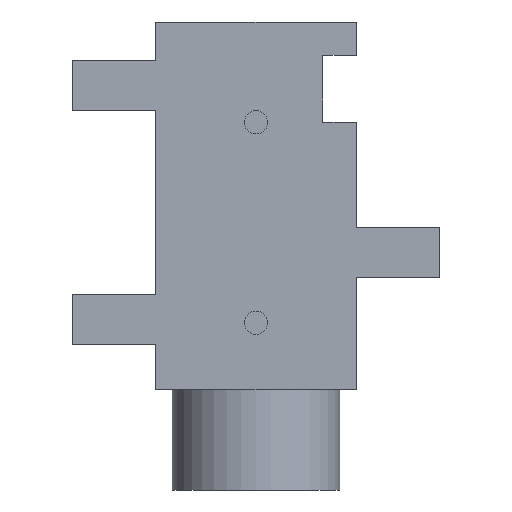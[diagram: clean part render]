
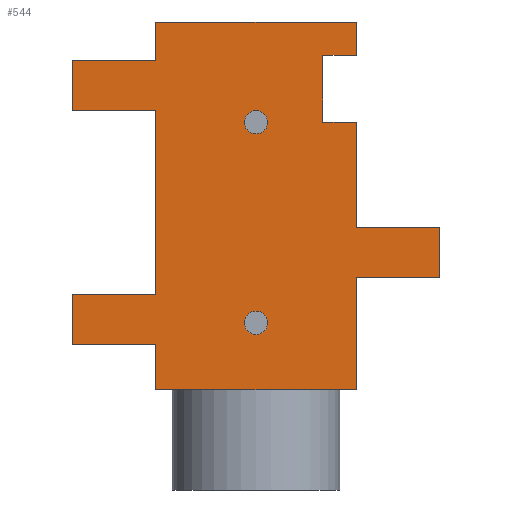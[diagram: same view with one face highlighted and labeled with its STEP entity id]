
A CAD part, front view. The second image highlights one B-rep face of the part: STEP entity #544.
In plain terms, the highlighted planar face has unit normal (0, -1, 0).
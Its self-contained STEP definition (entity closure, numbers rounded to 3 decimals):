
#15=FACE_BOUND('',#75,.T.);
#16=FACE_BOUND('',#76,.T.);
#21=CIRCLE('',#591,0.35);
#22=CIRCLE('',#592,0.35);
#44=FACE_OUTER_BOUND('',#74,.T.);
#74=EDGE_LOOP('',(#408,#409,#410,#411,#412,#413,#414,#415,#416,#417,#418,
#419,#420,#421,#422,#423,#424,#425,#426,#427,#428));
#75=EDGE_LOOP('',(#429));
#76=EDGE_LOOP('',(#430));
#99=LINE('',#773,#165);
#103=LINE('',#782,#169);
#106=LINE('',#786,#172);
#107=LINE('',#789,#173);
#111=LINE('',#797,#177);
#116=LINE('',#806,#182);
#127=LINE('',#834,#193);
#131=LINE('',#841,#197);
#132=LINE('',#843,#198);
#133=LINE('',#846,#199);
#134=LINE('',#847,#200);
#135=LINE('',#849,#201);
#136=LINE('',#851,#202);
#137=LINE('',#853,#203);
#138=LINE('',#855,#204);
#139=LINE('',#857,#205);
#140=LINE('',#859,#206);
#141=LINE('',#860,#207);
#142=LINE('',#862,#208);
#143=LINE('',#864,#209);
#144=LINE('',#865,#210);
#165=VECTOR('',#623,10.);
#169=VECTOR('',#629,10.);
#172=VECTOR('',#634,10.);
#173=VECTOR('',#637,10.);
#177=VECTOR('',#641,10.);
#182=VECTOR('',#648,10.);
#193=VECTOR('',#671,10.);
#197=VECTOR('',#677,10.);
#198=VECTOR('',#680,10.);
#199=VECTOR('',#683,10.);
#200=VECTOR('',#684,10.);
#201=VECTOR('',#685,10.);
#202=VECTOR('',#686,10.);
#203=VECTOR('',#687,10.);
#204=VECTOR('',#688,10.);
#205=VECTOR('',#689,10.);
#206=VECTOR('',#690,10.);
#207=VECTOR('',#691,10.);
#208=VECTOR('',#692,10.);
#209=VECTOR('',#693,10.);
#210=VECTOR('',#694,10.);
#231=VERTEX_POINT('',#770);
#232=VERTEX_POINT('',#772);
#235=VERTEX_POINT('',#779);
#236=VERTEX_POINT('',#781);
#237=VERTEX_POINT('',#788);
#240=VERTEX_POINT('',#794);
#241=VERTEX_POINT('',#796);
#244=VERTEX_POINT('',#804);
#254=VERTEX_POINT('',#831);
#255=VERTEX_POINT('',#833);
#256=VERTEX_POINT('',#837);
#257=VERTEX_POINT('',#839);
#258=VERTEX_POINT('',#845);
#259=VERTEX_POINT('',#848);
#260=VERTEX_POINT('',#850);
#261=VERTEX_POINT('',#852);
#262=VERTEX_POINT('',#854);
#263=VERTEX_POINT('',#856);
#264=VERTEX_POINT('',#858);
#265=VERTEX_POINT('',#861);
#266=VERTEX_POINT('',#863);
#267=VERTEX_POINT('',#866);
#268=VERTEX_POINT('',#868);
#281=EDGE_CURVE('',#232,#231,#99,.T.);
#285=EDGE_CURVE('',#236,#235,#103,.T.);
#288=EDGE_CURVE('',#231,#236,#106,.T.);
#289=EDGE_CURVE('',#237,#232,#107,.T.);
#293=EDGE_CURVE('',#241,#240,#111,.T.);
#298=EDGE_CURVE('',#235,#244,#116,.T.);
#311=EDGE_CURVE('',#255,#254,#127,.T.);
#315=EDGE_CURVE('',#256,#257,#131,.T.);
#316=EDGE_CURVE('',#257,#255,#132,.T.);
#317=EDGE_CURVE('',#258,#244,#133,.T.);
#318=EDGE_CURVE('',#256,#258,#134,.T.);
#319=EDGE_CURVE('',#259,#254,#135,.T.);
#320=EDGE_CURVE('',#259,#260,#136,.T.);
#321=EDGE_CURVE('',#260,#261,#137,.T.);
#322=EDGE_CURVE('',#261,#262,#138,.T.);
#323=EDGE_CURVE('',#263,#262,#139,.T.);
#324=EDGE_CURVE('',#264,#263,#140,.T.);
#325=EDGE_CURVE('',#241,#264,#141,.T.);
#326=EDGE_CURVE('',#265,#240,#142,.T.);
#327=EDGE_CURVE('',#266,#265,#143,.T.);
#328=EDGE_CURVE('',#237,#266,#144,.T.);
#329=EDGE_CURVE('',#267,#267,#21,.T.);
#330=EDGE_CURVE('',#268,#268,#22,.T.);
#408=ORIENTED_EDGE('',*,*,#285,.T.);
#409=ORIENTED_EDGE('',*,*,#298,.T.);
#410=ORIENTED_EDGE('',*,*,#317,.F.);
#411=ORIENTED_EDGE('',*,*,#318,.F.);
#412=ORIENTED_EDGE('',*,*,#315,.T.);
#413=ORIENTED_EDGE('',*,*,#316,.T.);
#414=ORIENTED_EDGE('',*,*,#311,.T.);
#415=ORIENTED_EDGE('',*,*,#319,.F.);
#416=ORIENTED_EDGE('',*,*,#320,.T.);
#417=ORIENTED_EDGE('',*,*,#321,.T.);
#418=ORIENTED_EDGE('',*,*,#322,.T.);
#419=ORIENTED_EDGE('',*,*,#323,.F.);
#420=ORIENTED_EDGE('',*,*,#324,.F.);
#421=ORIENTED_EDGE('',*,*,#325,.F.);
#422=ORIENTED_EDGE('',*,*,#293,.T.);
#423=ORIENTED_EDGE('',*,*,#326,.F.);
#424=ORIENTED_EDGE('',*,*,#327,.F.);
#425=ORIENTED_EDGE('',*,*,#328,.F.);
#426=ORIENTED_EDGE('',*,*,#289,.T.);
#427=ORIENTED_EDGE('',*,*,#281,.T.);
#428=ORIENTED_EDGE('',*,*,#288,.T.);
#429=ORIENTED_EDGE('',*,*,#329,.T.);
#430=ORIENTED_EDGE('',*,*,#330,.T.);
#517=PLANE('',#590);
#544=ADVANCED_FACE('',(#44,#15,#16),#517,.T.);
#590=AXIS2_PLACEMENT_3D('',#844,#681,#682);
#591=AXIS2_PLACEMENT_3D('',#867,#695,#696);
#592=AXIS2_PLACEMENT_3D('',#869,#697,#698);
#623=DIRECTION('',(-1.,0.,0.));
#629=DIRECTION('',(1.,0.,0.));
#634=DIRECTION('',(0.,0.,1.));
#637=DIRECTION('',(0.,0.,1.));
#641=DIRECTION('',(0.,0.,1.));
#648=DIRECTION('',(0.,0.,1.));
#671=DIRECTION('',(1.,0.,0.));
#677=DIRECTION('',(-1.,0.,0.));
#680=DIRECTION('',(0.,0.,-1.));
#681=DIRECTION('center_axis',(0.,-1.,0.));
#682=DIRECTION('ref_axis',(1.,0.,0.));
#683=DIRECTION('',(1.,0.,0.));
#684=DIRECTION('',(0.,0.,1.));
#685=DIRECTION('',(0.,0.,1.));
#686=DIRECTION('',(-1.,0.,0.));
#687=DIRECTION('',(0.,0.,-1.));
#688=DIRECTION('',(1.,0.,0.));
#689=DIRECTION('',(0.,0.,1.));
#690=DIRECTION('',(-1.,0.,0.));
#691=DIRECTION('',(-1.,0.,0.));
#692=DIRECTION('',(-1.,0.,0.));
#693=DIRECTION('',(0.,0.,-1.));
#694=DIRECTION('',(1.,0.,0.));
#695=DIRECTION('center_axis',(0.,1.,0.));
#696=DIRECTION('ref_axis',(1.,0.,0.));
#697=DIRECTION('center_axis',(0.,1.,0.));
#698=DIRECTION('ref_axis',(1.,0.,0.));
#770=CARTESIAN_POINT('',(2.,-2.5,11.));
#772=CARTESIAN_POINT('',(3.,-2.5,11.));
#773=CARTESIAN_POINT('',(0.,-2.5,11.));
#779=CARTESIAN_POINT('',(3.,-2.5,13.));
#781=CARTESIAN_POINT('',(2.,-2.5,13.));
#782=CARTESIAN_POINT('',(-0.5,-2.5,13.));
#786=CARTESIAN_POINT('',(2.,-2.5,7.));
#788=CARTESIAN_POINT('',(3.,-2.5,7.85));
#789=CARTESIAN_POINT('',(3.,-2.5,3.));
#794=CARTESIAN_POINT('',(3.,-2.5,6.35));
#796=CARTESIAN_POINT('',(3.,-2.5,3.));
#797=CARTESIAN_POINT('',(3.,-2.5,3.));
#804=CARTESIAN_POINT('',(3.,-2.5,14.));
#806=CARTESIAN_POINT('',(3.,-2.5,3.));
#831=CARTESIAN_POINT('',(-3.,-2.5,11.35));
#833=CARTESIAN_POINT('',(-5.5,-2.5,11.35));
#834=CARTESIAN_POINT('',(-5.5,-2.5,11.35));
#837=CARTESIAN_POINT('',(-3.,-2.5,12.85));
#839=CARTESIAN_POINT('',(-5.5,-2.5,12.85));
#841=CARTESIAN_POINT('',(-2.,-2.5,12.85));
#843=CARTESIAN_POINT('',(-5.5,-2.5,12.85));
#844=CARTESIAN_POINT('Origin',(-3.,-2.5,3.));
#845=CARTESIAN_POINT('',(-3.,-2.5,14.));
#846=CARTESIAN_POINT('',(3.,-2.5,14.));
#847=CARTESIAN_POINT('',(-3.,-2.5,3.));
#848=CARTESIAN_POINT('',(-3.,-2.5,5.85));
#849=CARTESIAN_POINT('',(-3.,-2.5,3.));
#850=CARTESIAN_POINT('',(-5.5,-2.5,5.85));
#851=CARTESIAN_POINT('',(-2.,-2.5,5.85));
#852=CARTESIAN_POINT('',(-5.5,-2.5,4.35));
#853=CARTESIAN_POINT('',(-5.5,-2.5,5.85));
#854=CARTESIAN_POINT('',(-3.,-2.5,4.35));
#855=CARTESIAN_POINT('',(-5.5,-2.5,4.35));
#856=CARTESIAN_POINT('',(-3.,-2.5,3.));
#857=CARTESIAN_POINT('',(-3.,-2.5,3.));
#858=CARTESIAN_POINT('',(0.,-2.5,3.));
#859=CARTESIAN_POINT('',(3.,-2.5,3.));
#860=CARTESIAN_POINT('',(3.,-2.5,3.));
#861=CARTESIAN_POINT('',(5.5,-2.5,6.35));
#862=CARTESIAN_POINT('',(5.5,-2.5,6.35));
#863=CARTESIAN_POINT('',(5.5,-2.5,7.85));
#864=CARTESIAN_POINT('',(5.5,-2.5,7.85));
#865=CARTESIAN_POINT('',(2.,-2.5,7.85));
#866=CARTESIAN_POINT('',(-0.35,-2.5,11.));
#867=CARTESIAN_POINT('Origin',(0.,-2.5,11.));
#868=CARTESIAN_POINT('',(-0.35,-2.5,5.));
#869=CARTESIAN_POINT('Origin',(0.,-2.5,5.));
